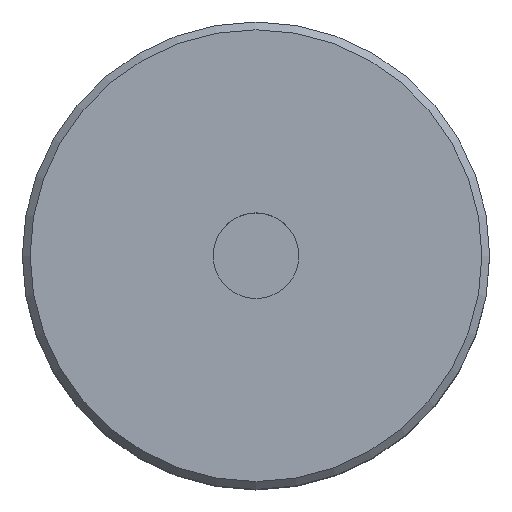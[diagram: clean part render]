
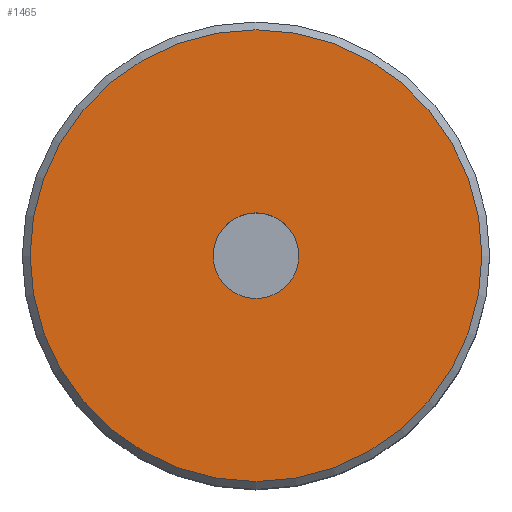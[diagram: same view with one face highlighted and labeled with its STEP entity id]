
A CAD part, top view. The second image highlights one B-rep face of the part: STEP entity #1465.
In plain terms, the highlighted planar face has unit normal (0, 0, 1).
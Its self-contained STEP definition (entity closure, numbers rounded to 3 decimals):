
#1400 = CONICAL_SURFACE('',#1401,6.,0.785);
#1401 = AXIS2_PLACEMENT_3D('',#1402,#1403,#1404);
#1402 = CARTESIAN_POINT('',(0.,0.,9.3));
#1403 = DIRECTION('',(-0.,-0.,-1.));
#1404 = DIRECTION('',(1.,0.,0.));
#1417 = VERTEX_POINT('',#1418);
#1418 = CARTESIAN_POINT('',(5.8,0.,9.5));
#1439 = EDGE_CURVE('',#1417,#1417,#1440,.T.);
#1440 = SURFACE_CURVE('',#1441,(#1446,#1453),.PCURVE_S1.);
#1441 = CIRCLE('',#1442,5.8);
#1442 = AXIS2_PLACEMENT_3D('',#1443,#1444,#1445);
#1443 = CARTESIAN_POINT('',(0.,0.,9.5));
#1444 = DIRECTION('',(0.,0.,1.));
#1445 = DIRECTION('',(1.,0.,0.));
#1446 = PCURVE('',#1400,#1447);
#1447 = DEFINITIONAL_REPRESENTATION('',(#1448),#1452);
#1448 = LINE('',#1449,#1450);
#1449 = CARTESIAN_POINT('',(-0.,-0.2));
#1450 = VECTOR('',#1451,1.);
#1451 = DIRECTION('',(-1.,-0.));
#1452 = ( GEOMETRIC_REPRESENTATION_CONTEXT(2) 
PARAMETRIC_REPRESENTATION_CONTEXT() REPRESENTATION_CONTEXT('2D SPACE',''
  ) );
#1453 = PCURVE('',#1454,#1459);
#1454 = PLANE('',#1455);
#1455 = AXIS2_PLACEMENT_3D('',#1456,#1457,#1458);
#1456 = CARTESIAN_POINT('',(0.,0.,9.5)
  );
#1457 = DIRECTION('',(0.,0.,1.));
#1458 = DIRECTION('',(1.,0.,0.));
#1459 = DEFINITIONAL_REPRESENTATION('',(#1460),#1464);
#1460 = CIRCLE('',#1461,5.8);
#1461 = AXIS2_PLACEMENT_2D('',#1462,#1463);
#1462 = CARTESIAN_POINT('',(0.,0.));
#1463 = DIRECTION('',(1.,0.));
#1464 = ( GEOMETRIC_REPRESENTATION_CONTEXT(2) 
PARAMETRIC_REPRESENTATION_CONTEXT() REPRESENTATION_CONTEXT('2D SPACE',''
  ) );
#1465 = ADVANCED_FACE('',(#1466,#1469),#1454,.T.);
#1466 = FACE_BOUND('',#1467,.T.);
#1467 = EDGE_LOOP('',(#1468));
#1468 = ORIENTED_EDGE('',*,*,#1439,.T.);
#1469 = FACE_BOUND('',#1470,.T.);
#1470 = EDGE_LOOP('',(#1471));
#1471 = ORIENTED_EDGE('',*,*,#1472,.F.);
#1472 = EDGE_CURVE('',#1473,#1473,#1475,.T.);
#1473 = VERTEX_POINT('',#1474);
#1474 = CARTESIAN_POINT('',(1.1,0.,9.5));
#1475 = SURFACE_CURVE('',#1476,(#1481,#1488),.PCURVE_S1.);
#1476 = CIRCLE('',#1477,1.1);
#1477 = AXIS2_PLACEMENT_3D('',#1478,#1479,#1480);
#1478 = CARTESIAN_POINT('',(0.,0.,9.5));
#1479 = DIRECTION('',(0.,0.,1.));
#1480 = DIRECTION('',(1.,0.,0.));
#1481 = PCURVE('',#1454,#1482);
#1482 = DEFINITIONAL_REPRESENTATION('',(#1483),#1487);
#1483 = CIRCLE('',#1484,1.1);
#1484 = AXIS2_PLACEMENT_2D('',#1485,#1486);
#1485 = CARTESIAN_POINT('',(0.,0.));
#1486 = DIRECTION('',(1.,0.));
#1487 = ( GEOMETRIC_REPRESENTATION_CONTEXT(2) 
PARAMETRIC_REPRESENTATION_CONTEXT() REPRESENTATION_CONTEXT('2D SPACE',''
  ) );
#1488 = PCURVE('',#1489,#1494);
#1489 = CYLINDRICAL_SURFACE('',#1490,1.1);
#1490 = AXIS2_PLACEMENT_3D('',#1491,#1492,#1493);
#1491 = CARTESIAN_POINT('',(0.,0.,9.5));
#1492 = DIRECTION('',(0.,0.,1.));
#1493 = DIRECTION('',(1.,0.,0.));
#1494 = DEFINITIONAL_REPRESENTATION('',(#1495),#1499);
#1495 = LINE('',#1496,#1497);
#1496 = CARTESIAN_POINT('',(0.,0.));
#1497 = VECTOR('',#1498,1.);
#1498 = DIRECTION('',(1.,0.));
#1499 = ( GEOMETRIC_REPRESENTATION_CONTEXT(2) 
PARAMETRIC_REPRESENTATION_CONTEXT() REPRESENTATION_CONTEXT('2D SPACE',''
  ) );
